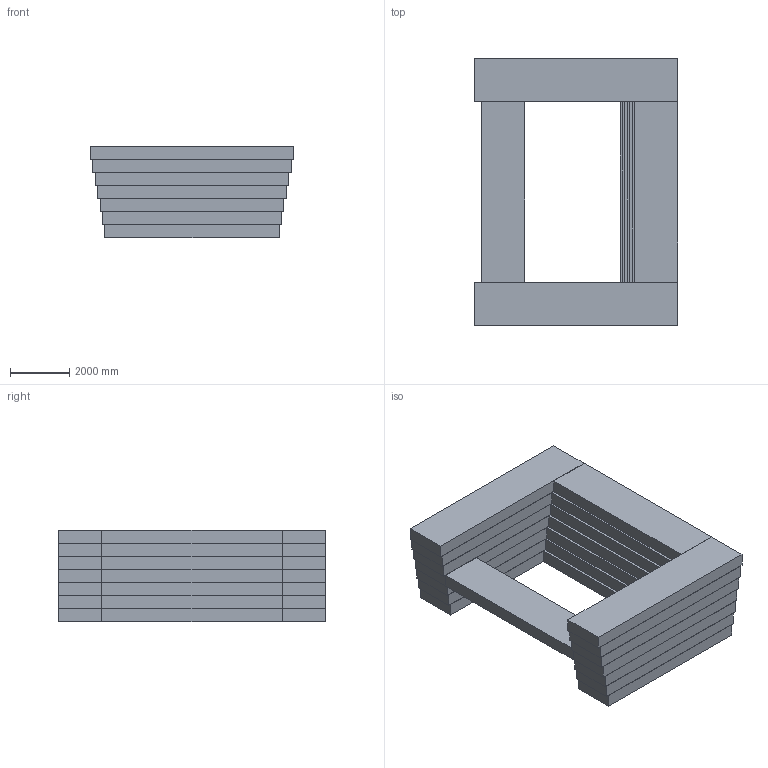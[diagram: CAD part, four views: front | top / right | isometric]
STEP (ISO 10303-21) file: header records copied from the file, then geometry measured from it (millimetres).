
FILE_DESCRIPTION(('FreeCAD Model'),'2;1');
FILE_NAME('Open CASCADE Shape Model','2023-10-26T15:23:51',(''),(''), 'Open CASCADE STEP processor 7.6','FreeCAD','Unknown');
FILE_SCHEMA(('AUTOMOTIVE_DESIGN { 1 0 10303 214 1 1 1 1 }'));
Length unit declared in the file: millimetre
Products named in the file (2): DYoke; GDMLPartStep_DYoke
Assembly tree (1 placements, depth 2):
  DYoke
    GDMLPartStep_DYoke
Bounding box: 6863 x 9000 x 3094 mm (x, y, z)
Volume: 112190553479.1 mm3; surface area: 697918173.5 mm2
Topology: 28 solids, 28 shells, 168 faces, 336 edges, 224 vertices
Faces by surface type: plane 168
Entity records: 8602 total; most frequent: CARTESIAN_POINT 1402, DIRECTION 1348, LINE 1008, VECTOR 1008, ORIENTED_EDGE 672, PCURVE 672, DEFINITIONAL_REPRESENTATION 672, EDGE_CURVE 336
